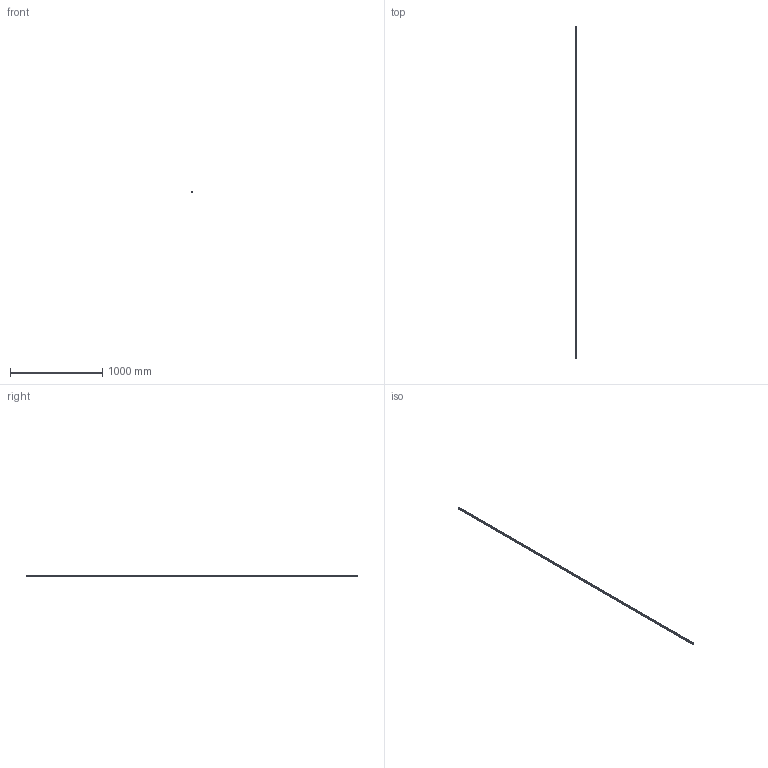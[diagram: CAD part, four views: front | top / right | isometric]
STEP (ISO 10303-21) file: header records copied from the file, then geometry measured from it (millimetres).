
FILE_DESCRIPTION(('STEP AP214'),'1');
FILE_NAME('cctmp_774FD756-6D4C-457C-836B-B29E24B1E873_2020_5_5_14_28_16_43..stp','2020-05-05T12:28:16',('HIWIN GmbH'),('CADClick - www.CADClick.com'),'Spatial InterOp 3D',' ','unknown authorization');
FILE_SCHEMA(('AUTOMOTIVE_DESIGN'));
Length unit declared in the file: millimetre
Products named in the file (1): HGR15R3590H_FILE
Bounding box: 15 x 3590 x 15 mm (x, y, z)
Volume: 659537.7 mm3; surface area: 238970.3 mm2
Topology: 1 solids, 1 shells, 655 faces, 1407 edges, 938 vertices
Faces by surface type: cylinder 386, plane 269
Entity records: 23377 total; most frequent: DIRECTION 3491, CARTESIAN_POINT 3001, ORIENTED_EDGE 2814, AXIS2_PLACEMENT_3D 1428, EDGE_CURVE 1407, VERTEX_POINT 938, EDGE_LOOP 839, CIRCLE 772
